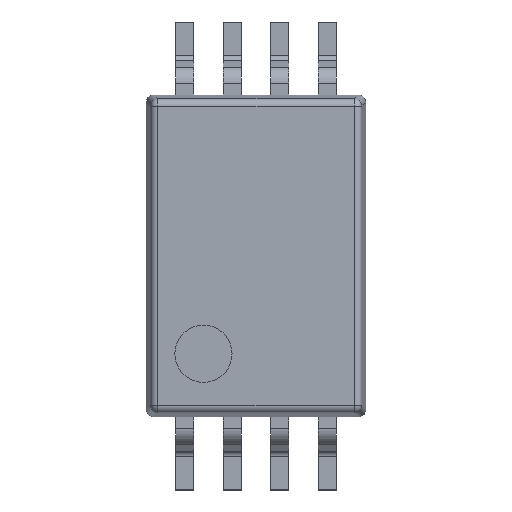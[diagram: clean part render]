
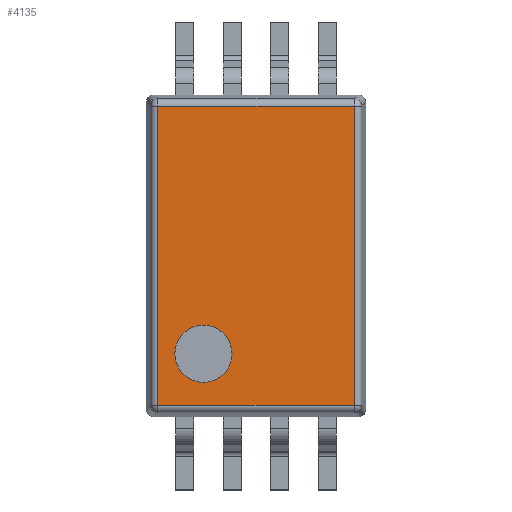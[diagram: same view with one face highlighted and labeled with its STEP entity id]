
A CAD part, top view. The second image highlights one B-rep face of the part: STEP entity #4135.
In plain terms, the highlighted planar face has unit normal (0, 0, 1).
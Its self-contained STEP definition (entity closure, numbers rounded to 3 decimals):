
#113 = EDGE_CURVE ( 'NONE', #1824, #3325, #6092, .T. ) ;
#182 = PLANE ( 'NONE',  #4582 ) ;
#191 = AXIS2_PLACEMENT_3D ( 'NONE', #968, #3155, #5360 ) ;
#314 = DIRECTION ( 'NONE',  ( 1., 0., 0. ) ) ;
#435 = AXIS2_PLACEMENT_3D ( 'NONE', #6394, #3036, #314 ) ;
#615 = CARTESIAN_POINT ( 'NONE',  ( 0., 2.046, 1.2 ) ) ;
#676 = CARTESIAN_POINT ( 'NONE',  ( 0., 0., 1.2 ) ) ;
#706 = ORIENTED_EDGE ( 'NONE', *, *, #5907, .F. ) ;
#738 = VERTEX_POINT ( 'NONE', #6407 ) ;
#955 = ORIENTED_EDGE ( 'NONE', *, *, #4104, .F. ) ;
#968 = CARTESIAN_POINT ( 'NONE',  ( -0.719, -1.339, 1.2 ) ) ;
#1093 = CARTESIAN_POINT ( 'NONE',  ( 1.346, -2.046, 1.2 ) ) ;
#1412 = LINE ( 'NONE', #4694, #5731 ) ;
#1529 = EDGE_CURVE ( 'NONE', #2773, #1824, #3343, .T. ) ;
#1824 = VERTEX_POINT ( 'NONE', #2635 ) ;
#2256 = LINE ( 'NONE', #6650, #3674 ) ;
#2415 = ORIENTED_EDGE ( 'NONE', *, *, #5420, .T. ) ;
#2451 = CARTESIAN_POINT ( 'NONE',  ( 1.346, 2.046, 1.2 ) ) ;
#2456 = VERTEX_POINT ( 'NONE', #1093 ) ;
#2475 = CIRCLE ( 'NONE', #191, 0.391 ) ;
#2485 = ORIENTED_EDGE ( 'NONE', *, *, #2929, .T. ) ;
#2635 = CARTESIAN_POINT ( 'NONE',  ( -1.346, 2.046, 1.2 ) ) ;
#2773 = VERTEX_POINT ( 'NONE', #2451 ) ;
#2805 = DIRECTION ( 'NONE',  ( 0., -1., 0. ) ) ;
#2911 = FACE_OUTER_BOUND ( 'NONE', #4990, .T. ) ;
#2929 = EDGE_CURVE ( 'NONE', #2456, #2773, #1412, .T. ) ;
#2931 = ORIENTED_EDGE ( 'NONE', *, *, #113, .T. ) ;
#3036 = DIRECTION ( 'NONE',  ( 0., 0., 1. ) ) ;
#3155 = DIRECTION ( 'NONE',  ( 0., 0., 1. ) ) ;
#3325 = VERTEX_POINT ( 'NONE', #3780 ) ;
#3343 = LINE ( 'NONE', #615, #6785 ) ;
#3610 = DIRECTION ( 'NONE',  ( 0., 1., 0. ) ) ;
#3674 = VECTOR ( 'NONE', #3939, 1000. ) ;
#3780 = CARTESIAN_POINT ( 'NONE',  ( -1.346, -2.046, 1.2 ) ) ;
#3878 = EDGE_LOOP ( 'NONE', ( #955, #706 ) ) ;
#3939 = DIRECTION ( 'NONE',  ( 1., 0., 0. ) ) ;
#4104 = EDGE_CURVE ( 'NONE', #738, #7084, #2475, .T. ) ;
#4135 = ADVANCED_FACE ( 'NONE', ( #6689, #2911 ), #182, .T. ) ;
#4435 = CARTESIAN_POINT ( 'NONE',  ( -1.11, -1.339, 1.2 ) ) ;
#4582 = AXIS2_PLACEMENT_3D ( 'NONE', #676, #7088, #4588 ) ;
#4588 = DIRECTION ( 'NONE',  ( 1., 0., 0. ) ) ;
#4694 = CARTESIAN_POINT ( 'NONE',  ( 1.346, 0., 1.2 ) ) ;
#4990 = EDGE_LOOP ( 'NONE', ( #2485, #5915, #2931, #2415 ) ) ;
#5263 = CIRCLE ( 'NONE', #435, 0.391 ) ;
#5342 = VECTOR ( 'NONE', #2805, 1000. ) ;
#5360 = DIRECTION ( 'NONE',  ( 1., 0., 0. ) ) ;
#5420 = EDGE_CURVE ( 'NONE', #3325, #2456, #2256, .T. ) ;
#5731 = VECTOR ( 'NONE', #3610, 1000. ) ;
#5907 = EDGE_CURVE ( 'NONE', #7084, #738, #5263, .T. ) ;
#5915 = ORIENTED_EDGE ( 'NONE', *, *, #1529, .T. ) ;
#6092 = LINE ( 'NONE', #7092, #5342 ) ;
#6394 = CARTESIAN_POINT ( 'NONE',  ( -0.719, -1.339, 1.2 ) ) ;
#6407 = CARTESIAN_POINT ( 'NONE',  ( -0.328, -1.339, 1.2 ) ) ;
#6650 = CARTESIAN_POINT ( 'NONE',  ( 0., -2.046, 1.2 ) ) ;
#6661 = DIRECTION ( 'NONE',  ( -1., 0., 0. ) ) ;
#6689 = FACE_BOUND ( 'NONE', #3878, .T. ) ;
#6785 = VECTOR ( 'NONE', #6661, 1000. ) ;
#7084 = VERTEX_POINT ( 'NONE', #4435 ) ;
#7088 = DIRECTION ( 'NONE',  ( 0., 0., 1. ) ) ;
#7092 = CARTESIAN_POINT ( 'NONE',  ( -1.346, 0., 1.2 ) ) ;
